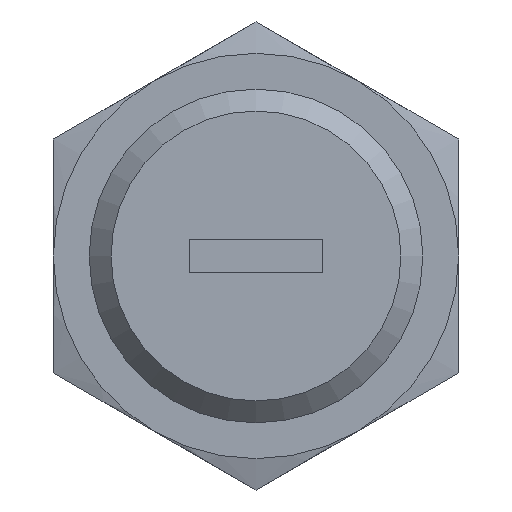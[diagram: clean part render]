
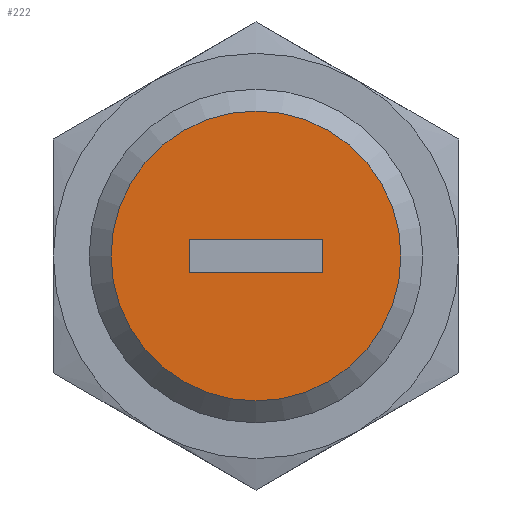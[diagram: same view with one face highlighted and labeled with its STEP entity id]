
A CAD part, front view. The second image highlights one B-rep face of the part: STEP entity #222.
In plain terms, the highlighted planar face has unit normal (0, -1, 0).
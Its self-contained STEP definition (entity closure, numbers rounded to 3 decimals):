
#222 = ADVANCED_FACE( '', ( #274, #275 ), #276, .F. );
#274 = FACE_BOUND( '', #384, .T. );
#275 = FACE_OUTER_BOUND( '', #385, .T. );
#276 = PLANE( '', #386 );
#384 = EDGE_LOOP( '', ( #501, #502, #503, #504 ) );
#385 = EDGE_LOOP( '', ( #505 ) );
#386 = AXIS2_PLACEMENT_3D( '', #506, #507, #508 );
#501 = ORIENTED_EDGE( '', *, *, #746, .T. );
#502 = ORIENTED_EDGE( '', *, *, #747, .F. );
#503 = ORIENTED_EDGE( '', *, *, #748, .T. );
#504 = ORIENTED_EDGE( '', *, *, #749, .T. );
#505 = ORIENTED_EDGE( '', *, *, #750, .T. );
#506 = CARTESIAN_POINT( '', ( 6.08, -10.2, 0. ) );
#507 = DIRECTION( '', ( 0., 1., 0. ) );
#508 = DIRECTION( '', ( 0., 0., 1. ) );
#746 = EDGE_CURVE( '', #816, #817, #818, .T. );
#747 = EDGE_CURVE( '', #819, #817, #820, .T. );
#748 = EDGE_CURVE( '', #819, #821, #822, .T. );
#749 = EDGE_CURVE( '', #821, #816, #823, .T. );
#750 = EDGE_CURVE( '', #824, #824, #825, .T. );
#816 = VERTEX_POINT( '', #930 );
#817 = VERTEX_POINT( '', #931 );
#818 = LINE( '', #932, #933 );
#819 = VERTEX_POINT( '', #934 );
#820 = LINE( '', #935, #936 );
#821 = VERTEX_POINT( '', #937 );
#822 = LINE( '', #938, #939 );
#823 = LINE( '', #940, #941 );
#824 = VERTEX_POINT( '', #942 );
#825 = CIRCLE( '', #943, 6.08 );
#930 = CARTESIAN_POINT( '', ( -2.8, -10.2, 0.7 ) );
#931 = CARTESIAN_POINT( '', ( 2.8, -10.2, 0.7 ) );
#932 = CARTESIAN_POINT( '', ( -2.8, -10.2, 0.7 ) );
#933 = VECTOR( '', #1113, 1000. );
#934 = CARTESIAN_POINT( '', ( 2.8, -10.2, -0.7 ) );
#935 = CARTESIAN_POINT( '', ( 2.8, -10.2, 0. ) );
#936 = VECTOR( '', #1114, 1000. );
#937 = CARTESIAN_POINT( '', ( -2.8, -10.2, -0.7 ) );
#938 = CARTESIAN_POINT( '', ( 2.8, -10.2, -0.7 ) );
#939 = VECTOR( '', #1115, 1000. );
#940 = CARTESIAN_POINT( '', ( -2.8, -10.2, -0.7 ) );
#941 = VECTOR( '', #1116, 1000. );
#942 = CARTESIAN_POINT( '', ( 0., -10.2, -6.08 ) );
#943 = AXIS2_PLACEMENT_3D( '', #1117, #1118, #1119 );
#1113 = DIRECTION( '', ( 1., 0., 0. ) );
#1114 = DIRECTION( '', ( 0., 0., 1. ) );
#1115 = DIRECTION( '', ( -1., 0., 0. ) );
#1116 = DIRECTION( '', ( 0., 0., 1. ) );
#1117 = CARTESIAN_POINT( '', ( 0., -10.2, 0. ) );
#1118 = DIRECTION( '', ( 0., -1., 0. ) );
#1119 = DIRECTION( '', ( 0., 0., -1. ) );
